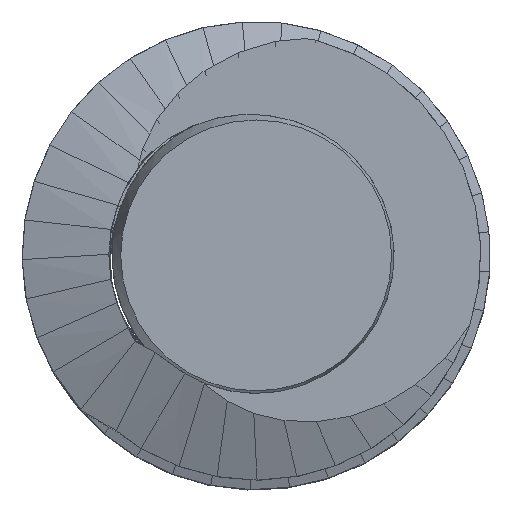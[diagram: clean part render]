
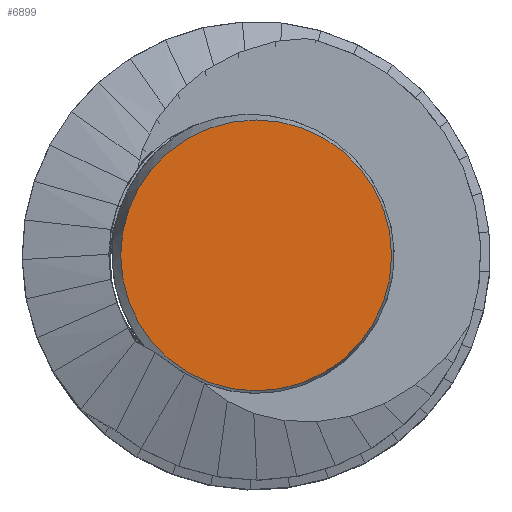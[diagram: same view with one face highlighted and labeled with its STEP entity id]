
A CAD part, top view. The second image highlights one B-rep face of the part: STEP entity #6899.
In plain terms, the highlighted planar face has unit normal (0, 0, 1).
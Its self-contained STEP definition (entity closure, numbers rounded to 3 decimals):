
#949 = CONICAL_SURFACE('',#950,2.1,0.024);
#950 = AXIS2_PLACEMENT_3D('',#951,#952,#953);
#951 = CARTESIAN_POINT('',(0.,0.,3.441));
#952 = DIRECTION('',(0.,0.,1.));
#953 = DIRECTION('',(1.,0.,-0.));
#3814 = VERTEX_POINT('',#3815);
#3815 = CARTESIAN_POINT('',(2.11,0.,3.85));
#3838 = EDGE_CURVE('',#3814,#3814,#3839,.T.);
#3839 = SURFACE_CURVE('',#3840,(#3845,#3852),.PCURVE_S1.);
#3840 = CIRCLE('',#3841,2.11);
#3841 = AXIS2_PLACEMENT_3D('',#3842,#3843,#3844);
#3842 = CARTESIAN_POINT('',(0.,0.,3.85));
#3843 = DIRECTION('',(0.,0.,1.));
#3844 = DIRECTION('',(1.,0.,-0.));
#3845 = PCURVE('',#949,#3846);
#3846 = DEFINITIONAL_REPRESENTATION('',(#3847),#3851);
#3847 = LINE('',#3848,#3849);
#3848 = CARTESIAN_POINT('',(0.,0.409));
#3849 = VECTOR('',#3850,1.);
#3850 = DIRECTION('',(1.,0.));
#3851 = ( GEOMETRIC_REPRESENTATION_CONTEXT(2) 
PARAMETRIC_REPRESENTATION_CONTEXT() REPRESENTATION_CONTEXT('2D SPACE',''
  ) );
#3852 = PCURVE('',#3853,#3858);
#3853 = PLANE('',#3854);
#3854 = AXIS2_PLACEMENT_3D('',#3855,#3856,#3857);
#3855 = CARTESIAN_POINT('',(-7.,-7.,3.85));
#3856 = DIRECTION('',(0.,0.,1.));
#3857 = DIRECTION('',(1.,0.,0.));
#3858 = DEFINITIONAL_REPRESENTATION('',(#3859),#3863);
#3859 = CIRCLE('',#3860,2.11);
#3860 = AXIS2_PLACEMENT_2D('',#3861,#3862);
#3861 = CARTESIAN_POINT('',(7.,7.));
#3862 = DIRECTION('',(1.,0.));
#3863 = ( GEOMETRIC_REPRESENTATION_CONTEXT(2) 
PARAMETRIC_REPRESENTATION_CONTEXT() REPRESENTATION_CONTEXT('2D SPACE',''
  ) );
#6899 = ADVANCED_FACE('',(#6900),#3853,.T.);
#6900 = FACE_BOUND('',#6901,.T.);
#6901 = EDGE_LOOP('',(#6902));
#6902 = ORIENTED_EDGE('',*,*,#3838,.T.);
